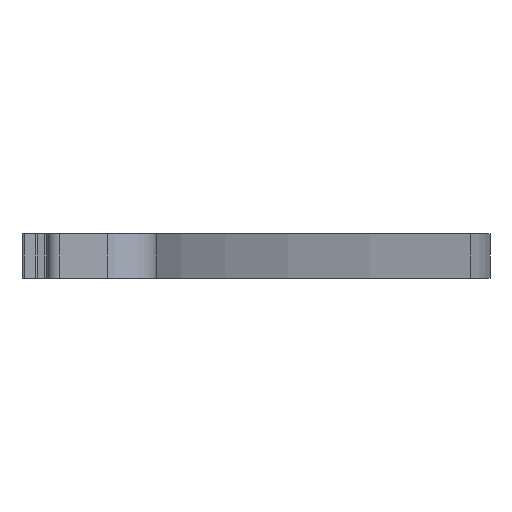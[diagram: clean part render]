
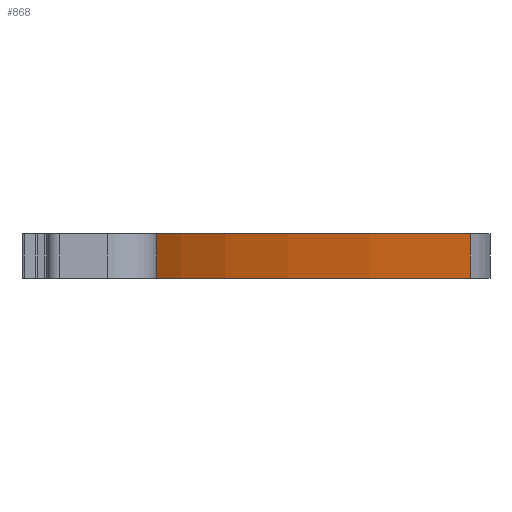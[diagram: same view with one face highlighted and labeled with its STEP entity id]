
A CAD part, left-side view. The second image highlights one B-rep face of the part: STEP entity #868.
In plain terms, the highlighted cylindrical face has radius 800 mm (diameter 1600 mm), a partial arc.
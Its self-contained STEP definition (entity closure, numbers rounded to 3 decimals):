
#49=FACE_OUTER_BOUND('',#95,.T.);
#95=EDGE_LOOP('',(#608,#609,#610,#611));
#150=LINE('',#1349,#236);
#151=LINE('',#1354,#237);
#236=VECTOR('',#1077,10.);
#237=VECTOR('',#1082,10.);
#318=CIRCLE('',#947,800.);
#319=CIRCLE('',#948,800.);
#370=VERTEX_POINT('',#1342);
#373=VERTEX_POINT('',#1347);
#374=VERTEX_POINT('',#1351);
#375=VERTEX_POINT('',#1353);
#468=EDGE_CURVE('',#373,#370,#150,.T.);
#469=EDGE_CURVE('',#373,#374,#318,.T.);
#470=EDGE_CURVE('',#375,#374,#151,.T.);
#471=EDGE_CURVE('',#370,#375,#319,.T.);
#608=ORIENTED_EDGE('',*,*,#468,.F.);
#609=ORIENTED_EDGE('',*,*,#469,.T.);
#610=ORIENTED_EDGE('',*,*,#470,.F.);
#611=ORIENTED_EDGE('',*,*,#471,.F.);
#842=CYLINDRICAL_SURFACE('',#946,800.);
#868=ADVANCED_FACE('',(#49),#842,.F.);
#946=AXIS2_PLACEMENT_3D('',#1350,#1078,#1079);
#947=AXIS2_PLACEMENT_3D('',#1352,#1080,#1081);
#948=AXIS2_PLACEMENT_3D('',#1355,#1083,#1084);
#1077=DIRECTION('',(0.,0.,1.));
#1078=DIRECTION('center_axis',(0.,0.,1.));
#1079=DIRECTION('ref_axis',(-0.558,-0.83,0.));
#1080=DIRECTION('center_axis',(0.,0.,-1.));
#1081=DIRECTION('ref_axis',(-0.558,-0.83,0.));
#1082=DIRECTION('',(0.,0.,-1.));
#1083=DIRECTION('center_axis',(0.,0.,-1.));
#1084=DIRECTION('ref_axis',(-0.558,-0.83,0.));
#1342=CARTESIAN_POINT('',(-203.916,-26.102,18.));
#1347=CARTESIAN_POINT('',(-203.916,-26.102,0.));
#1349=CARTESIAN_POINT('',(-203.916,-26.102,0.));
#1350=CARTESIAN_POINT('Origin',(-260.571,-824.094,0.));
#1351=CARTESIAN_POINT('',(173.361,-152.006,0.));
#1352=CARTESIAN_POINT('Origin',(-260.571,-824.094,0.));
#1353=CARTESIAN_POINT('',(173.361,-152.006,18.));
#1354=CARTESIAN_POINT('',(173.361,-152.006,0.));
#1355=CARTESIAN_POINT('Origin',(-260.571,-824.094,18.));
